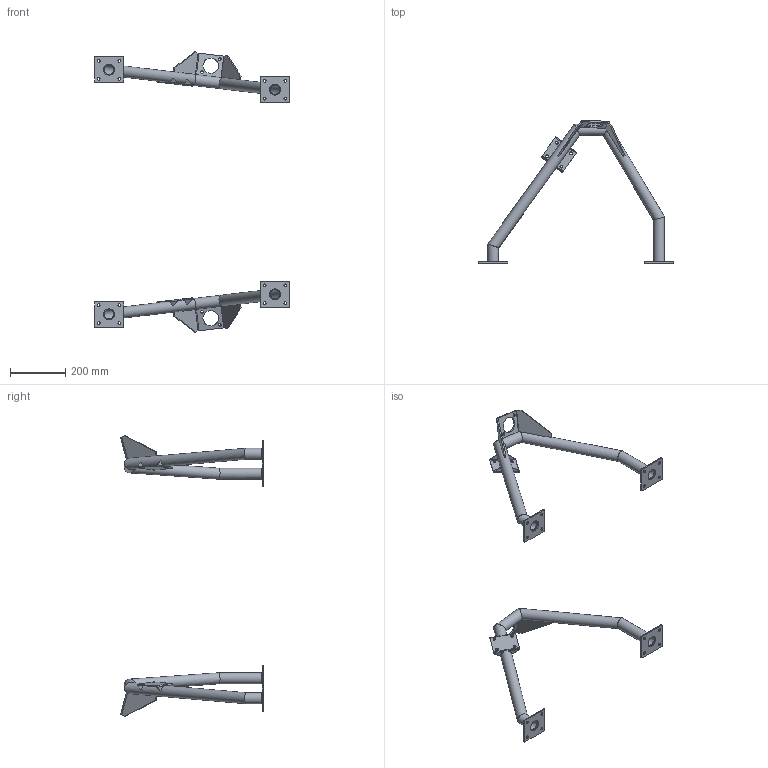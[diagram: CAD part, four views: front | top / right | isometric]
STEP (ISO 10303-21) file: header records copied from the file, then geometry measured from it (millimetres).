
FILE_DESCRIPTION(FILE_NAME(/* name */ 'ASM0001_ASM_1_ASM.stp',/* time_stamp */ '2016-06-02T11:00:54+02:00',/* author */ (''),/* organization */ (''),/* preprocessor_version */ 'ST-DEVELOPER v16.5',/* originating_system */ 'Autodesk Translation Framework v5.0.0.3310',/* authorisation */ '');
FILE_NAME(/* name */ 'ASM0001_ASM_1_ASM.stp',/* time_stamp */ '2016-06-02T11:00:54+02:00',/* author */ (''),/* organization */ (''),/* preprocessor_version */ 'ST-DEVELOPER v16.5',/* originating_system */ 'Autodesk Translation Framework v5.0.0.3310',/* authorisation */ '');
FILE_SCHEMA (('AUTOMOTIVE_DESIGN { 1 0 10303 214 3 1 1 }'));
Length unit declared in the file: centimetre
Products named in the file (16): ASM0001_ASM_1_ASM; DUOMO_POST_33_ASM_1_ASM; MANIFOLD_SOLID_BREP_834_1; MANIFOLD_SOLID_BREP_1668_1; PTT01S007006A_PSTR_DUOMO_POST_1_ASM; MANIFOLD_SOLID_BREP_2362_1; MANIFOLD_SOLID_BREP_3022_1; PIASTRA_ANT_DUOMO_POST_7_ASM_1_ASM; MANIFOLD_SOLID_BREP_3710_1; MANIFOLD_SOLID_BREP_4370_1; PTT01S007008A_PTT01S008008A_27__ASM; MANIFOLD_SOLID_BREP_5348_2; MANIFOLD_SOLID_BREP_6297_1; PTT01S007007A_SUPP_INT_D_POST_1_ASM; MANIFOLD_SOLID_BREP_8091_1; MANIFOLD_SOLID_BREP_9857_1
Assembly tree (15 placements, depth 3):
  ASM0001_ASM_1_ASM
    DUOMO_POST_33_ASM_1_ASM
      MANIFOLD_SOLID_BREP_834_1
      MANIFOLD_SOLID_BREP_1668_1
    PTT01S007006A_PSTR_DUOMO_POST_1_ASM
      MANIFOLD_SOLID_BREP_2362_1
      MANIFOLD_SOLID_BREP_3022_1
    PIASTRA_ANT_DUOMO_POST_7_ASM_1_ASM
      MANIFOLD_SOLID_BREP_3710_1
      MANIFOLD_SOLID_BREP_4370_1
    PTT01S007008A_PTT01S008008A_27__ASM
      MANIFOLD_SOLID_BREP_5348_2
      MANIFOLD_SOLID_BREP_6297_1
    PTT01S007007A_SUPP_INT_D_POST_1_ASM
      MANIFOLD_SOLID_BREP_8091_1
      MANIFOLD_SOLID_BREP_9857_1
Bounding box: 705 x 515.54 x 1013.13 mm (x, y, z)
Volume: 1224552.8 mm3; surface area: 769477.7 mm2
Topology: 10 solids, 10 shells, 260 faces, 632 edges, 392 vertices
Faces by surface type: plane 158, cylinder 102
Full cylindrical faces by diameter (mm): 10.15 x20, 10.2 x8, 34 x10, 40 x10, 40.2 x4, 57 x2
Entity records: 7663 total; most frequent: DIRECTION 1354, CARTESIAN_POINT 1251, ORIENTED_EDGE 1140, EDGE_CURVE 570, AXIS2_PLACEMENT_3D 495, EDGE_LOOP 386, VERTEX_POINT 384, LINE 364
